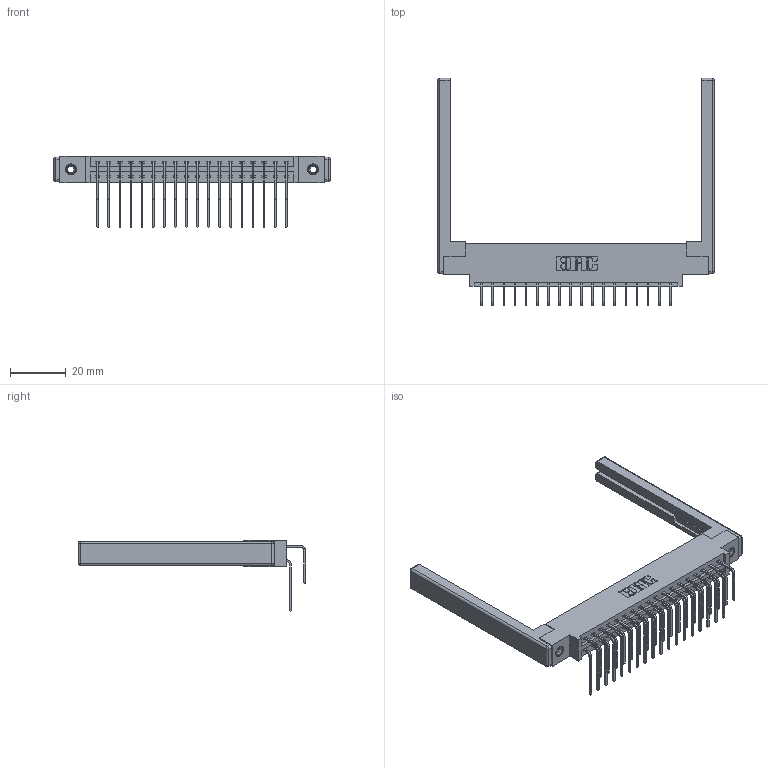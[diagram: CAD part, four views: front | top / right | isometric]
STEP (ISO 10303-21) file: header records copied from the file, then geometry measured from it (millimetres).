
FILE_DESCRIPTION (( 'STEP AP203' ), '1' );
FILE_NAME ('387-036-558-868.STEP', '2019-10-17T20:16:54', ( '' ), ( '' ), 'SwSTEP 2.0', 'SolidWorks 2016', '' );
FILE_SCHEMA (( 'CONFIG_CONTROL_DESIGN' ));
Length unit declared in the file: inch
Products named in the file (6): 307-220-068; 345-292-001_558 Tail - 2; 345-292-001_558 559 Tail - 1; 387-036-558-868; 337 Part_0.170 Offset - 0.156 Dia-TI; 345-250-001_345-250-001-102
Assembly tree (41 placements, depth 2):
  387-036-558-868
    337 Part_0.170 Offset - 0.156 Dia-TI
    345-292-001_558 559 Tail - 1  x18
    345-292-001_558 Tail - 2  x18
    345-250-001_345-250-001-102  x2
    307-220-068  x2
Bounding box: 98.76 x 81.22 x 25.53 mm (x, y, z)
Volume: 14563.1 mm3; surface area: 16458.5 mm2
Topology: 41 solids, 41 shells, 2288 faces, 6725 edges, 4414 vertices
Faces by surface type: plane 1602, cylinder 662, cone 12, sphere 8, torus 4
Entity records: 21736 total; most frequent: CARTESIAN_POINT 3694, ORIENTED_EDGE 3568, DIRECTION 3238, EDGE_CURVE 1784, LINE 1566, VECTOR 1566, VERTEX_POINT 1178, AXIS2_PLACEMENT_3D 836
